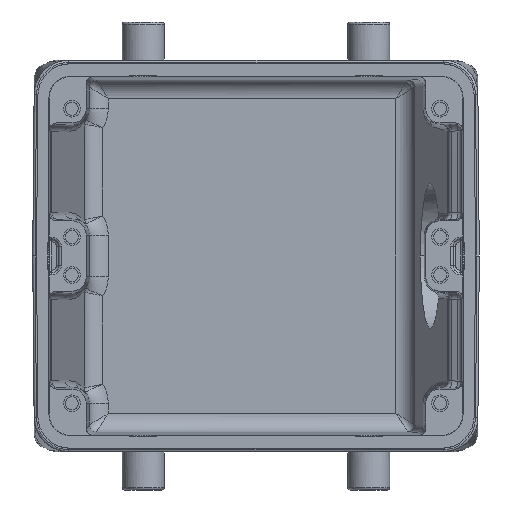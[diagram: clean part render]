
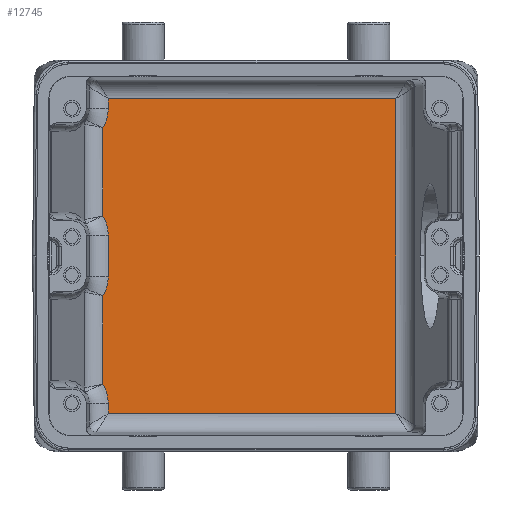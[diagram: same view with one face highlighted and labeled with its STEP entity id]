
A CAD part, front view. The second image highlights one B-rep face of the part: STEP entity #12745.
In plain terms, the highlighted planar face has unit normal (0, -1, 0).
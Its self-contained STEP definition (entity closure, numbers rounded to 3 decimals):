
#2719=DIRECTION('',(0.,0.,-1.));
#2720=VECTOR('',#2719,8.8);
#2721=CARTESIAN_POINT('',(-31.104,40.,4.4));
#2722=LINE('',#2721,#2720);
#3150=DIRECTION('',(1.,0.,0.));
#3151=VECTOR('',#3150,60.552);
#3152=CARTESIAN_POINT('',(-31.104,40.,-33.104));
#3153=LINE('',#3152,#3151);
#3185=DIRECTION('',(0.,0.,-1.));
#3186=VECTOR('',#3185,2.104);
#3187=CARTESIAN_POINT('',(-31.104,40.,-31.));
#3188=LINE('',#3187,#3186);
#3256=DIRECTION('',(0.,0.,-1.));
#3257=VECTOR('',#3256,18.63);
#3258=CARTESIAN_POINT('',(-32.225,40.,-8.385));
#3259=LINE('',#3258,#3257);
#3260=CARTESIAN_POINT('',(-38.75,40.,-31.));
#3261=DIRECTION('',(0.,-1.,0.));
#3262=DIRECTION('',(1.,0.,0.));
#3263=AXIS2_PLACEMENT_3D('',#3260,#3261,#3262);
#3265=CARTESIAN_POINT('',(-38.75,40.,-4.4));
#3266=DIRECTION('',(0.,-1.,0.));
#3267=DIRECTION('',(0.853,0.,-0.521));
#3268=AXIS2_PLACEMENT_3D('',#3265,#3266,#3267);
#3270=CARTESIAN_POINT('',(-38.75,40.,4.4));
#3271=DIRECTION('',(0.,-1.,0.));
#3272=DIRECTION('',(1.,0.,0.));
#3273=AXIS2_PLACEMENT_3D('',#3270,#3271,#3272);
#3275=CARTESIAN_POINT('',(-38.75,40.,31.));
#3276=DIRECTION('',(0.,-1.,0.));
#3277=DIRECTION('',(0.853,0.,-0.521));
#3278=AXIS2_PLACEMENT_3D('',#3275,#3276,#3277);
#3295=DIRECTION('',(-1.,0.,0.));
#3296=VECTOR('',#3295,60.552);
#3297=CARTESIAN_POINT('',(29.448,40.,33.104));
#3298=LINE('',#3297,#3296);
#3328=DIRECTION('',(0.,0.,1.));
#3329=VECTOR('',#3328,66.208);
#3330=CARTESIAN_POINT('',(29.448,40.,-33.104));
#3331=LINE('',#3330,#3329);
#3697=DIRECTION('',(0.,0.,-1.));
#3698=VECTOR('',#3697,2.104);
#3699=CARTESIAN_POINT('',(-31.104,40.,33.104));
#3700=LINE('',#3699,#3698);
#3734=CARTESIAN_POINT('',(-32.225,40.,27.015));
#3848=CARTESIAN_POINT('',(-32.225,40.,8.385));
#3872=DIRECTION('',(0.,0.,-1.));
#3873=VECTOR('',#3872,18.63);
#3874=CARTESIAN_POINT('',(-32.225,40.,27.015));
#3875=LINE('',#3874,#3873);
#7567=VERTEX_POINT('',#3734);
#7568=CARTESIAN_POINT('',(-31.104,40.,31.));
#7569=VERTEX_POINT('',#7568);
#7570=VERTEX_POINT('',#3848);
#7572=CARTESIAN_POINT('',(-31.104,40.,4.4));
#7573=VERTEX_POINT('',#7572);
#7574=CARTESIAN_POINT('',(29.448,40.,33.104));
#7575=CARTESIAN_POINT('',(-31.104,40.,33.104));
#7576=VERTEX_POINT('',#7574);
#7577=VERTEX_POINT('',#7575);
#7578=CARTESIAN_POINT('',(29.448,40.,-33.104));
#7579=VERTEX_POINT('',#7578);
#7580=CARTESIAN_POINT('',(-31.104,40.,-33.104));
#7581=VERTEX_POINT('',#7580);
#7582=CARTESIAN_POINT('',(-31.104,40.,-31.));
#7583=VERTEX_POINT('',#7582);
#7584=CARTESIAN_POINT('',(-32.225,40.,-27.015));
#7585=VERTEX_POINT('',#7584);
#7586=CARTESIAN_POINT('',(-32.225,40.,-8.385));
#7587=VERTEX_POINT('',#7586);
#7588=CARTESIAN_POINT('',(-31.104,40.,-4.4));
#7589=VERTEX_POINT('',#7588);
#12720=CARTESIAN_POINT('',(32.925,40.,-37.75));
#12721=DIRECTION('',(0.,1.,0.));
#12722=DIRECTION('',(-1.,0.,0.));
#12723=AXIS2_PLACEMENT_3D('',#12720,#12721,#12722);
#12724=PLANE('',#12723);
#12726=ORIENTED_EDGE('',*,*,#12725,.F.);
#12728=ORIENTED_EDGE('',*,*,#12727,.F.);
#12729=ORIENTED_EDGE('',*,*,#12478,.F.);
#12730=ORIENTED_EDGE('',*,*,#12601,.F.);
#12731=ORIENTED_EDGE('',*,*,#12617,.T.);
#12732=ORIENTED_EDGE('',*,*,#12715,.F.);
#12733=ORIENTED_EDGE('',*,*,#11785,.T.);
#12734=ORIENTED_EDGE('',*,*,#11768,.F.);
#12736=ORIENTED_EDGE('',*,*,#12735,.T.);
#12738=ORIENTED_EDGE('',*,*,#12737,.F.);
#12740=ORIENTED_EDGE('',*,*,#12739,.T.);
#12742=ORIENTED_EDGE('',*,*,#12741,.F.);
#12743=EDGE_LOOP('',(#12726,#12728,#12729,#12730,#12731,#12732,#12733,#12734,
#12736,#12738,#12740,#12742));
#12744=FACE_OUTER_BOUND('',#12743,.F.);
#12745=ADVANCED_FACE('',(#12744),#12724,.F.);
#3264=CIRCLE('',#3263,7.646);
#3269=CIRCLE('',#3268,7.646);
#3274=CIRCLE('',#3273,7.646);
#3279=CIRCLE('',#3278,7.646);
#11768=EDGE_CURVE('',#7573,#7589,#2722,.T.);
#11785=EDGE_CURVE('',#7587,#7589,#3269,.T.);
#12478=EDGE_CURVE('',#7581,#7579,#3153,.T.);
#12601=EDGE_CURVE('',#7583,#7581,#3188,.T.);
#12617=EDGE_CURVE('',#7583,#7585,#3264,.T.);
#12715=EDGE_CURVE('',#7587,#7585,#3259,.T.);
#12725=EDGE_CURVE('',#7576,#7577,#3298,.T.);
#12727=EDGE_CURVE('',#7579,#7576,#3331,.T.);
#12735=EDGE_CURVE('',#7573,#7570,#3274,.T.);
#12737=EDGE_CURVE('',#7567,#7570,#3875,.T.);
#12739=EDGE_CURVE('',#7567,#7569,#3279,.T.);
#12741=EDGE_CURVE('',#7577,#7569,#3700,.T.);
